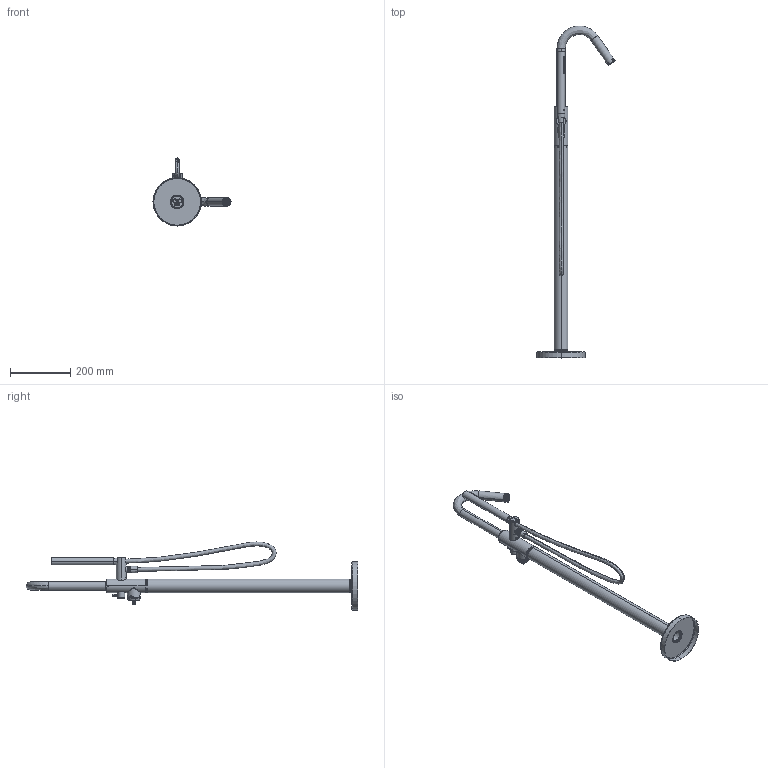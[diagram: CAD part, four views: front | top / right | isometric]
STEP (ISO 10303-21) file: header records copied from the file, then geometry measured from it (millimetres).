
FILE_DESCRIPTION (( 'STEP AP203' ), '1' );
FILE_NAME ('AAZ306577.STEP', '2025-09-23T08:19:24', ( '' ), ( '' ), 'SwSTEP 2.0', 'SolidWorks 2021', '' );
FILE_SCHEMA (( 'CONFIG_CONTROL_DESIGN' ));
Length unit declared in the file: millimetre
Products named in the file (1): AAZ306577
Bounding box: 257.97 x 1097.6 x 225 mm (x, y, z)
Volume: 675232.8 mm3; surface area: 488423.7 mm2
Topology: 22 solids, 22 shells, 2037 faces, 5394 edges, 3539 vertices
Faces by surface type: cylinder 887, plane 717, cone 266, bspline 152, torus 9, sphere 6
Entity records: 97056 total; most frequent: CARTESIAN_POINT 48927, ORIENTED_EDGE 10720, DIRECTION 9289, EDGE_CURVE 5360, VERTEX_POINT 3533, AXIS2_PLACEMENT_3D 3456, LINE 2377, VECTOR 2377
